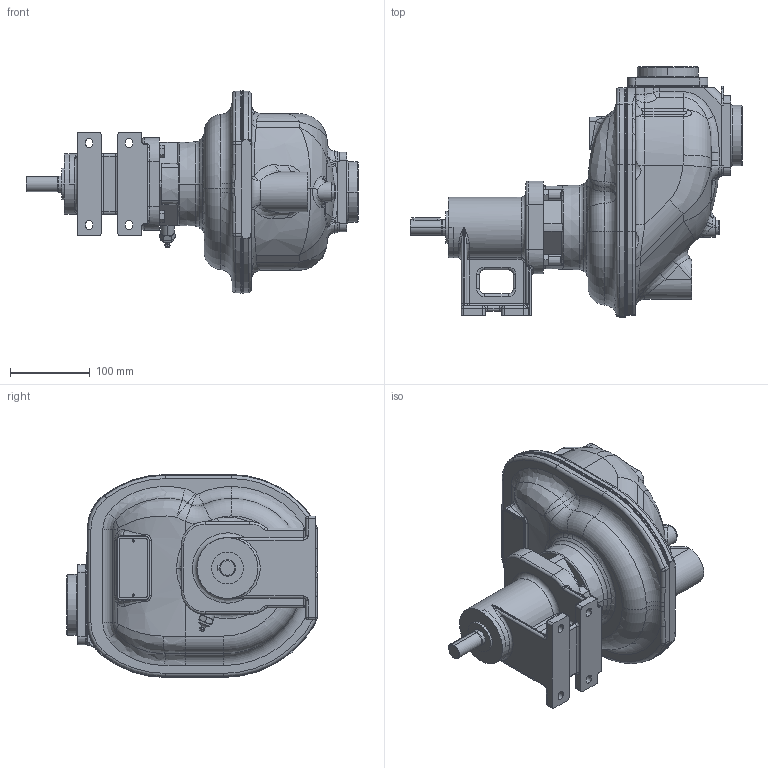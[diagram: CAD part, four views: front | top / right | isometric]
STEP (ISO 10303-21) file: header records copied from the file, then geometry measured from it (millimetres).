
FILE_DESCRIPTION((''),'2;1');
FILE_NAME('S_51-50_K_S','2023-09-18T11:16:12',('Nicola'),(''),'CREO PARAMETRIC BY PTC INC, 2023134','CREO PARAMETRIC BY PTC INC, 2023134','');
FILE_SCHEMA(('CONFIG_CONTROL_DESIGN'));
Products named in the file (1): S_51-50_K_S
Bounding box: 415.5 x 313.13 x 254 mm (x, y, z)
Volume: 5537573.1 mm3; surface area: 579460.1 mm2
Topology: 1 solids, 1 shells, 1589 faces, 3809 edges, 2281 vertices
Faces by surface type: cylinder 483, bspline 435, plane 378, cone 153, torus 100, sphere 32, extrusion 8
Entity records: 85640 total; most frequent: CARTESIAN_POINT 52006, ORIENTED_EDGE 7572, DIRECTION 6277, EDGE_CURVE 3786, AXIS2_PLACEMENT_3D 2566, VERTEX_POINT 2283, EDGE_LOOP 1697, FACE_OUTER_BOUND 1587
